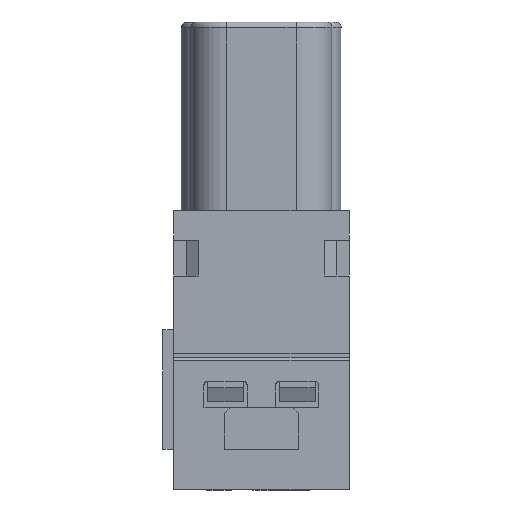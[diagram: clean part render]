
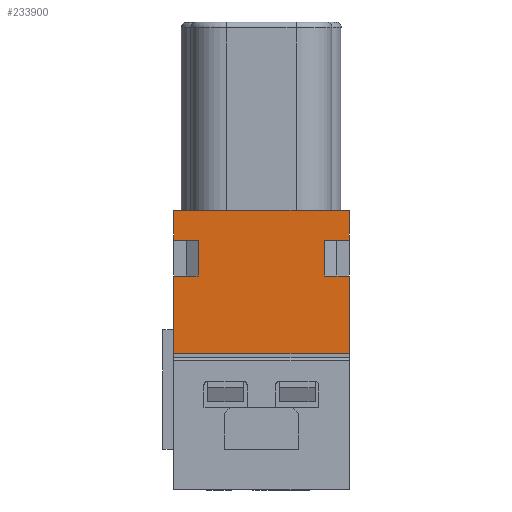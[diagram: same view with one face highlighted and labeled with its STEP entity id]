
A CAD part, front view. The second image highlights one B-rep face of the part: STEP entity #233900.
In plain terms, the highlighted face is planar.
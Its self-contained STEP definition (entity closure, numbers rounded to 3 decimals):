
#12210=CARTESIAN_POINT('',(-29.264,-33.425,
-20.356));
#12220=VERTEX_POINT('',#12210);
#12250=CARTESIAN_POINT('',(-29.264,-33.425,
-24.656));
#12260=DIRECTION('',(0.,0.,1.));
#12270=VECTOR('',#12260,1.);
#12280=LINE('',#12250,#12270);
#12290=CARTESIAN_POINT('',(-29.264,-33.425,
-22.856));
#12300=VERTEX_POINT('',#12290);
#12310=EDGE_CURVE('',#12300,#12220,#12280,.T.);
#12530=CARTESIAN_POINT('',(-29.264,-33.425,
-25.856));
#12540=VERTEX_POINT('',#12530);
#12570=CARTESIAN_POINT('',(-29.264,-33.425,
-29.156));
#12580=DIRECTION('',(0.,0.,1.));
#12590=VECTOR('',#12580,1.);
#12600=LINE('',#12570,#12590);
#12610=CARTESIAN_POINT('',(-29.264,-33.425,
-32.356));
#12620=VERTEX_POINT('',#12610);
#12630=EDGE_CURVE('',#12620,#12540,#12600,.T.);
#200510=CARTESIAN_POINT('',(-31.314,-33.425,
-22.856));
#200520=VERTEX_POINT('',#200510);
#200550=CARTESIAN_POINT('',(-31.314,-33.425,
-63.913));
#200560=DIRECTION('',(0.,0.,-1.));
#200570=VECTOR('',#200560,1.);
#200580=LINE('',#200550,#200570);
#200590=CARTESIAN_POINT('',(-31.314,-33.425,
-25.856));
#200600=VERTEX_POINT('',#200590);
#200610=EDGE_CURVE('',#200520,#200600,#200580,.T.);
#203290=CARTESIAN_POINT('',(-43.964,-33.425,
-25.856));
#203300=DIRECTION('',(1.,0.,0.));
#203310=VECTOR('',#203300,1.);
#203320=LINE('',#203290,#203310);
#203330=CARTESIAN_POINT('',(-43.964,-33.425,
-25.856));
#203340=VERTEX_POINT('',#203330);
#203350=CARTESIAN_POINT('',(-41.914,-33.425,
-25.856));
#203360=VERTEX_POINT('',#203350);
#203370=EDGE_CURVE('',#203340,#203360,#203320,.T.);
#205760=CARTESIAN_POINT('',(12.074,-33.425,
-22.856));
#205770=DIRECTION('',(-1.,0.,0.));
#205780=VECTOR('',#205770,1.);
#205790=LINE('',#205760,#205780);
#205800=CARTESIAN_POINT('',(-41.914,-33.425,
-22.856));
#205810=VERTEX_POINT('',#205800);
#205820=CARTESIAN_POINT('',(-43.964,-33.425,
-22.856));
#205830=VERTEX_POINT('',#205820);
#205840=EDGE_CURVE('',#205810,#205830,#205790,.T.);
#210020=CARTESIAN_POINT('',(-41.914,-33.425,
-63.913));
#210030=DIRECTION('',(0.,0.,1.));
#210040=VECTOR('',#210030,1.);
#210050=LINE('',#210020,#210040);
#210060=EDGE_CURVE('',#203360,#205810,#210050,.T.);
#231670=CARTESIAN_POINT('',(-43.964,-33.425,
-32.356));
#231680=VERTEX_POINT('',#231670);
#231710=CARTESIAN_POINT('',(-43.964,-33.425,
-29.156));
#231720=DIRECTION('',(0.,0.,-1.));
#231730=VECTOR('',#231720,1.);
#231740=LINE('',#231710,#231730);
#231750=EDGE_CURVE('',#203340,#231680,#231740,.T.);
#231800=CARTESIAN_POINT('',(-43.964,-33.425,
-40.356));
#231810=DIRECTION('',(0.,0.,1.));
#231820=VECTOR('',#231810,1.);
#231830=LINE('',#231800,#231820);
#231840=CARTESIAN_POINT('',(-43.964,-33.425,
-20.356));
#231850=VERTEX_POINT('',#231840);
#231860=EDGE_CURVE('',#205830,#231850,#231830,.T.);
#232340=CARTESIAN_POINT('',(12.074,-33.425,
-22.856));
#232350=DIRECTION('',(-1.,0.,0.));
#232360=VECTOR('',#232350,1.);
#232370=LINE('',#232340,#232360);
#232380=EDGE_CURVE('',#12300,#200520,#232370,.T.);
#233020=EDGE_CURVE('',#200600,#12540,#203320,.T.);
#233500=CARTESIAN_POINT('',(-110.01,-33.425,
-32.356));
#233510=DIRECTION('',(-1.,0.,0.));
#233520=VECTOR('',#233510,1.);
#233530=LINE('',#233500,#233520);
#233540=EDGE_CURVE('',#12620,#231680,#233530,.T.);
#233660=CARTESIAN_POINT('',(-37.214,-33.425,
-24.656));
#233670=DIRECTION('',(0.,-1.,0.));
#233680=DIRECTION('',(-1.,0.,0.));
#233690=AXIS2_PLACEMENT_3D('',#233660,#233670,#233680);
#233700=PLANE('',#233690);
#233710=ORIENTED_EDGE('',*,*,#231860,.T.);
#233720=ORIENTED_EDGE('',*,*,#205840,.T.);
#233730=ORIENTED_EDGE('',*,*,#210060,.T.);
#233740=ORIENTED_EDGE('',*,*,#203370,.T.);
#233750=ORIENTED_EDGE('',*,*,#231750,.F.);
#233760=ORIENTED_EDGE('',*,*,#233540,.T.);
#233770=ORIENTED_EDGE('',*,*,#12630,.F.);
#233780=ORIENTED_EDGE('',*,*,#233020,.T.);
#233790=ORIENTED_EDGE('',*,*,#200610,.T.);
#233800=ORIENTED_EDGE('',*,*,#232380,.T.);
#233810=ORIENTED_EDGE('',*,*,#12310,.F.);
#233820=CARTESIAN_POINT('',(12.074,-33.425,
-20.356));
#233830=DIRECTION('',(1.,0.,0.));
#233840=VECTOR('',#233830,1.);
#233850=LINE('',#233820,#233840);
#233860=EDGE_CURVE('',#231850,#12220,#233850,.T.);
#233870=ORIENTED_EDGE('',*,*,#233860,.T.);
#233880=EDGE_LOOP('',(#233870,#233810,#233800,#233790,#233780,#233770,
#233760,#233750,#233740,#233730,#233720,#233710));
#233890=FACE_OUTER_BOUND('',#233880,.T.);
#233900=ADVANCED_FACE('',(#233890),#233700,.F.);
